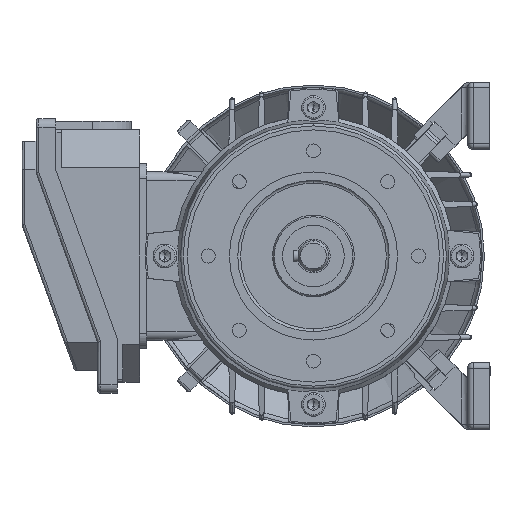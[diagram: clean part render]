
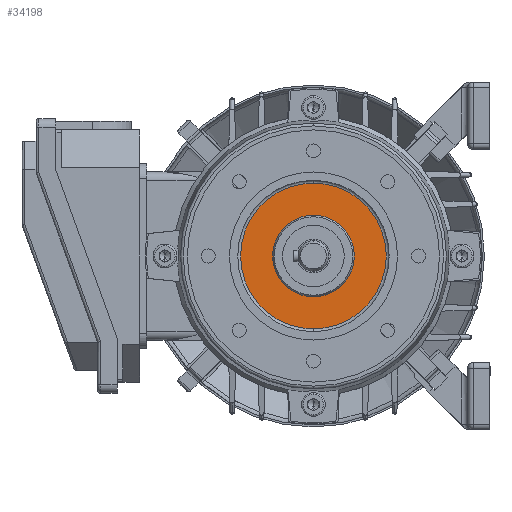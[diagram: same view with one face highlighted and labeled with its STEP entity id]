
A CAD part, left-side view. The second image highlights one B-rep face of the part: STEP entity #34198.
In plain terms, the highlighted planar face has unit normal (-1, 0, 0).
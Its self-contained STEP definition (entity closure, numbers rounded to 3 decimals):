
#27916 = EDGE_CURVE ( 'NONE', #27938, #28232, #52112, .T. ) ;
#27938 = VERTEX_POINT ( 'NONE', #52139 ) ;
#28232 = VERTEX_POINT ( 'NONE', #52395 ) ;
#28914 = VERTEX_POINT ( 'NONE', #53212 ) ;
#28928 = EDGE_CURVE ( 'NONE', #28947, #28914, #53196, .T. ) ;
#28947 = VERTEX_POINT ( 'NONE', #53248 ) ;
#29322 = AXIS2_PLACEMENT_3D ( 'NONE', #29464, #29462, #29460 ) ;
#29323 = CIRCLE ( 'NONE', #29322, 26. ) ;
#29328 = DIRECTION ( 'NONE',  ( 0., 0., 1. ) ) ;
#29330 = DIRECTION ( 'NONE',  ( -1., 0., 0. ) ) ;
#29332 = CARTESIAN_POINT ( 'NONE',  ( 5.5, 14.577, 0. ) ) ;
#29333 = AXIS2_PLACEMENT_3D ( 'NONE', #29332, #29330, #29328 ) ;
#29335 = PLANE ( 'NONE',  #29333 ) ;
#29350 = FACE_OUTER_BOUND ( 'NONE', #34201, .T. ) ;
#29356 = FACE_BOUND ( 'NONE', #34208, .T. ) ;
#29450 = DIRECTION ( 'NONE',  ( 0., 0., 1. ) ) ;
#29452 = DIRECTION ( 'NONE',  ( -1., 0., 0. ) ) ;
#29453 = CARTESIAN_POINT ( 'NONE',  ( 5.5, 0., 0. ) ) ;
#29455 = AXIS2_PLACEMENT_3D ( 'NONE', #29453, #29452, #29450 ) ;
#29456 = CIRCLE ( 'NONE', #29455, 14.577 ) ;
#29460 = DIRECTION ( 'NONE',  ( 0., 0., 1. ) ) ;
#29462 = DIRECTION ( 'NONE',  ( -1., 0., 0. ) ) ;
#29464 = CARTESIAN_POINT ( 'NONE',  ( 5.5, 0., 0. ) ) ;
#34198 = ADVANCED_FACE ( 'NONE', ( #29350, #29356 ), #29335, .T. ) ;
#34201 = EDGE_LOOP ( 'NONE', ( #34209, #34210 ) ) ;
#34202 = EDGE_CURVE ( 'NONE', #28914, #28947, #29323, .T. ) ;
#34208 = EDGE_LOOP ( 'NONE', ( #34213, #34212 ) ) ;
#34209 = ORIENTED_EDGE ( 'NONE', *, *, #34202, .T. ) ;
#34210 = ORIENTED_EDGE ( 'NONE', *, *, #28928, .T. ) ;
#34211 = EDGE_CURVE ( 'NONE', #28232, #27938, #29456, .T. ) ;
#34212 = ORIENTED_EDGE ( 'NONE', *, *, #27916, .F. ) ;
#34213 = ORIENTED_EDGE ( 'NONE', *, *, #34211, .F. ) ;
#52108 = DIRECTION ( 'NONE',  ( 0., 0., 1. ) ) ;
#52109 = DIRECTION ( 'NONE',  ( -1., 0., 0. ) ) ;
#52110 = CARTESIAN_POINT ( 'NONE',  ( 5.5, 0., 0. ) ) ;
#52111 = AXIS2_PLACEMENT_3D ( 'NONE', #52110, #52109, #52108 ) ;
#52112 = CIRCLE ( 'NONE', #52111, 14.577 ) ;
#52139 = CARTESIAN_POINT ( 'NONE',  ( 5.5, 0., 14.577 ) ) ;
#52395 = CARTESIAN_POINT ( 'NONE',  ( 5.5, 0., -14.577 ) ) ;
#53195 = AXIS2_PLACEMENT_3D ( 'NONE', #53262, #53261, #53260 ) ;
#53196 = CIRCLE ( 'NONE', #53195, 26. ) ;
#53212 = CARTESIAN_POINT ( 'NONE',  ( 5.5, 0., 26. ) ) ;
#53248 = CARTESIAN_POINT ( 'NONE',  ( 5.5, 0., -26. ) ) ;
#53260 = DIRECTION ( 'NONE',  ( 0., 0., 1. ) ) ;
#53261 = DIRECTION ( 'NONE',  ( -1., 0., 0. ) ) ;
#53262 = CARTESIAN_POINT ( 'NONE',  ( 5.5, 0., 0. ) ) ;
